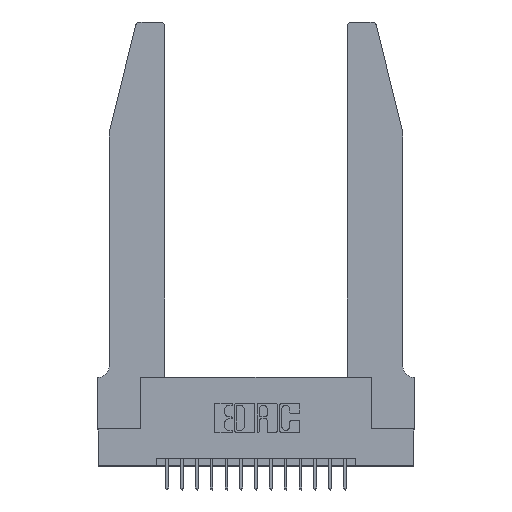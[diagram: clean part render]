
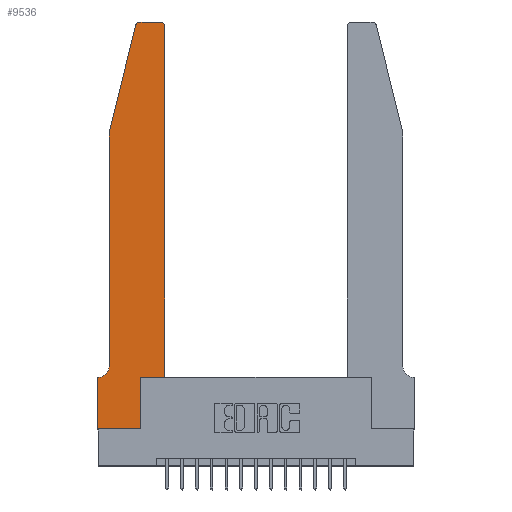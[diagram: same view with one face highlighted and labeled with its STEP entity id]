
A CAD part, top view. The second image highlights one B-rep face of the part: STEP entity #9536.
In plain terms, the highlighted planar face has unit normal (0, 0, 1).
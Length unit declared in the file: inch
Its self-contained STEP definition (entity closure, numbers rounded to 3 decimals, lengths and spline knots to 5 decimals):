
#413 = ORIENTED_EDGE ( 'NONE', *, *, #5091, .T. ) ;
#761 = CARTESIAN_POINT ( 'NONE',  ( 0., 0.35, 0.37 ) ) ;
#780 = VECTOR ( 'NONE', #17135, 39.37008 ) ;
#969 = CARTESIAN_POINT ( 'NONE',  ( 0.0055, 0.35, 0.37 ) ) ;
#1007 = AXIS2_PLACEMENT_3D ( 'NONE', #6331, #16321, #7786 ) ;
#1238 = DIRECTION ( 'NONE',  ( -1., 0., 0. ) ) ;
#1470 = ORIENTED_EDGE ( 'NONE', *, *, #11483, .T. ) ;
#1648 = CARTESIAN_POINT ( 'NONE',  ( 0.0755, 2., 0.37 ) ) ;
#1721 = EDGE_CURVE ( 'NONE', #16990, #10647, #1916, .T. ) ;
#1759 = VERTEX_POINT ( 'NONE', #12391 ) ;
#1798 = EDGE_CURVE ( 'NONE', #10647, #18955, #8057, .T. ) ;
#1916 = LINE ( 'NONE', #18847, #13657 ) ;
#2294 = PLANE ( 'NONE',  #8590 ) ;
#2302 = CARTESIAN_POINT ( 'NONE',  ( 0.25487, 2.72718, 0.37 ) ) ;
#2368 = DIRECTION ( 'NONE',  ( 1., 0., 0. ) ) ;
#2389 = DIRECTION ( 'NONE',  ( 0., -1., 0. ) ) ;
#2697 = ORIENTED_EDGE ( 'NONE', *, *, #12443, .T. ) ;
#2796 = CARTESIAN_POINT ( 'NONE',  ( 0.0755, 0.42, 0.37 ) ) ;
#2932 = CARTESIAN_POINT ( 'NONE',  ( 0.284, 2.75, 0.37 ) ) ;
#3027 = CARTESIAN_POINT ( 'NONE',  ( 0.4205, 2.75, 0.37 ) ) ;
#3688 = CARTESIAN_POINT ( 'NONE',  ( 0.0055, 0.42, 0.37 ) ) ;
#3915 = VECTOR ( 'NONE', #10431, 39.37008 ) ;
#3929 = ORIENTED_EDGE ( 'NONE', *, *, #15362, .T. ) ;
#4131 = VECTOR ( 'NONE', #10578, 39.37008 ) ;
#4370 = CIRCLE ( 'NONE', #10190, 0.07 ) ;
#4515 = LINE ( 'NONE', #5708, #780 ) ;
#4717 = EDGE_CURVE ( 'NONE', #16631, #6119, #7546, .T. ) ;
#5091 = EDGE_CURVE ( 'NONE', #18314, #10435, #13572, .T. ) ;
#5214 = DIRECTION ( 'NONE',  ( -1., 0., 0. ) ) ;
#5257 = CARTESIAN_POINT ( 'NONE',  ( 0., 0.35, 0.37 ) ) ;
#5545 = CIRCLE ( 'NONE', #18719, 0.03 ) ;
#5685 = EDGE_CURVE ( 'NONE', #16450, #9706, #4515, .T. ) ;
#5708 = CARTESIAN_POINT ( 'NONE',  ( 0.0755, 2., 0.37 ) ) ;
#6119 = VERTEX_POINT ( 'NONE', #2302 ) ;
#6287 = CARTESIAN_POINT ( 'NONE',  ( 0., 0., 0.37 ) ) ;
#6289 = LINE ( 'NONE', #13067, #13461 ) ;
#6331 = CARTESIAN_POINT ( 'NONE',  ( 0.284, 2.72, 0.37 ) ) ;
#6643 = CARTESIAN_POINT ( 'NONE',  ( 0., 0., 0.37 ) ) ;
#7509 = VERTEX_POINT ( 'NONE', #3027 ) ;
#7546 = CIRCLE ( 'NONE', #1007, 0.03 ) ;
#7786 = DIRECTION ( 'NONE',  ( 1., 0., 0. ) ) ;
#7933 = CARTESIAN_POINT ( 'NONE',  ( 0.2865, 0., 0.37 ) ) ;
#8057 = LINE ( 'NONE', #6287, #18898 ) ;
#8513 = CARTESIAN_POINT ( 'NONE',  ( 0.2605, 2.75, 0.37 ) ) ;
#8575 = EDGE_CURVE ( 'NONE', #7509, #16631, #18166, .T. ) ;
#8590 = AXIS2_PLACEMENT_3D ( 'NONE', #761, #11227, #2368 ) ;
#8942 = DIRECTION ( 'NONE',  ( 0., 0., 1. ) ) ;
#8981 = CARTESIAN_POINT ( 'NONE',  ( 0.4505, 0.35, 0.37 ) ) ;
#9536 = ADVANCED_FACE ( 'NONE', ( #13955 ), #2294, .T. ) ;
#9706 = VERTEX_POINT ( 'NONE', #2796 ) ;
#9744 = VECTOR ( 'NONE', #15718, 39.37008 ) ;
#10190 = AXIS2_PLACEMENT_3D ( 'NONE', #3688, #13836, #5214 ) ;
#10353 = DIRECTION ( 'NONE',  ( 0., 1., 0. ) ) ;
#10388 = ORIENTED_EDGE ( 'NONE', *, *, #1798, .T. ) ;
#10431 = DIRECTION ( 'NONE',  ( 0., 1., 0. ) ) ;
#10435 = VERTEX_POINT ( 'NONE', #13364 ) ;
#10578 = DIRECTION ( 'NONE',  ( -0.239, -0.971, 0. ) ) ;
#10647 = VERTEX_POINT ( 'NONE', #6643 ) ;
#11227 = DIRECTION ( 'NONE',  ( 0., 0., 1. ) ) ;
#11483 = EDGE_CURVE ( 'NONE', #18081, #16990, #6289, .T. ) ;
#11664 = ORIENTED_EDGE ( 'NONE', *, *, #14796, .T. ) ;
#11828 = DIRECTION ( 'NONE',  ( 1., 0., 0. ) ) ;
#12391 = CARTESIAN_POINT ( 'NONE',  ( 0.4505, 2.72, 0.37 ) ) ;
#12443 = EDGE_CURVE ( 'NONE', #9706, #18081, #4370, .T. ) ;
#12712 = CARTESIAN_POINT ( 'NONE',  ( 0.0755, 2., 0.37 ) ) ;
#13067 = CARTESIAN_POINT ( 'NONE',  ( 0.0755, 0.35, 0.37 ) ) ;
#13364 = CARTESIAN_POINT ( 'NONE',  ( 0.4505, 0.35, 0.37 ) ) ;
#13461 = VECTOR ( 'NONE', #1238, 39.37008 ) ;
#13562 = VECTOR ( 'NONE', #15601, 39.37008 ) ;
#13572 = LINE ( 'NONE', #17028, #9744 ) ;
#13657 = VECTOR ( 'NONE', #2389, 39.37008 ) ;
#13836 = DIRECTION ( 'NONE',  ( 0., 0., -1. ) ) ;
#13955 = FACE_OUTER_BOUND ( 'NONE', #18450, .T. ) ;
#14036 = VECTOR ( 'NONE', #10353, 39.37008 ) ;
#14100 = ORIENTED_EDGE ( 'NONE', *, *, #5685, .T. ) ;
#14583 = CARTESIAN_POINT ( 'NONE',  ( 0.2865, 0.35, 0.37 ) ) ;
#14769 = CARTESIAN_POINT ( 'NONE',  ( 0.2865, 0.35, 0.37 ) ) ;
#14796 = EDGE_CURVE ( 'NONE', #10435, #1759, #16332, .T. ) ;
#15144 = ORIENTED_EDGE ( 'NONE', *, *, #15483, .T. ) ;
#15351 = ORIENTED_EDGE ( 'NONE', *, *, #4717, .T. ) ;
#15362 = EDGE_CURVE ( 'NONE', #1759, #7509, #5545, .T. ) ;
#15483 = EDGE_CURVE ( 'NONE', #6119, #16450, #18464, .T. ) ;
#15601 = DIRECTION ( 'NONE',  ( -1., 0., 0. ) ) ;
#15718 = DIRECTION ( 'NONE',  ( 1., 0., 0. ) ) ;
#16321 = DIRECTION ( 'NONE',  ( 0., 0., 1. ) ) ;
#16332 = LINE ( 'NONE', #8981, #3915 ) ;
#16450 = VERTEX_POINT ( 'NONE', #12712 ) ;
#16579 = ORIENTED_EDGE ( 'NONE', *, *, #1721, .T. ) ;
#16631 = VERTEX_POINT ( 'NONE', #2932 ) ;
#16646 = EDGE_CURVE ( 'NONE', #18955, #18314, #17779, .T. ) ;
#16990 = VERTEX_POINT ( 'NONE', #5257 ) ;
#17028 = CARTESIAN_POINT ( 'NONE',  ( 0.4505, 0.35, 0.37 ) ) ;
#17070 = ORIENTED_EDGE ( 'NONE', *, *, #8575, .T. ) ;
#17135 = DIRECTION ( 'NONE',  ( 0., -1., 0. ) ) ;
#17457 = CARTESIAN_POINT ( 'NONE',  ( 0.4205, 2.72, 0.37 ) ) ;
#17779 = LINE ( 'NONE', #14583, #14036 ) ;
#18081 = VERTEX_POINT ( 'NONE', #969 ) ;
#18166 = LINE ( 'NONE', #8513, #13562 ) ;
#18314 = VERTEX_POINT ( 'NONE', #14769 ) ;
#18450 = EDGE_LOOP ( 'NONE', ( #17070, #15351, #15144, #14100, #2697, #1470, #16579, #10388, #18759, #413, #11664, #3929 ) ) ;
#18464 = LINE ( 'NONE', #1648, #4131 ) ;
#18719 = AXIS2_PLACEMENT_3D ( 'NONE', #17457, #8942, #18828 ) ;
#18759 = ORIENTED_EDGE ( 'NONE', *, *, #16646, .T. ) ;
#18828 = DIRECTION ( 'NONE',  ( 1., 0., 0. ) ) ;
#18847 = CARTESIAN_POINT ( 'NONE',  ( 0., 0., 0.37 ) ) ;
#18898 = VECTOR ( 'NONE', #11828, 39.37008 ) ;
#18955 = VERTEX_POINT ( 'NONE', #7933 ) ;
